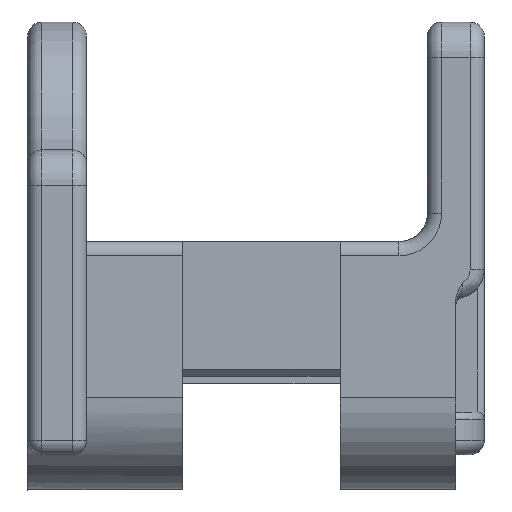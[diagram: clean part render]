
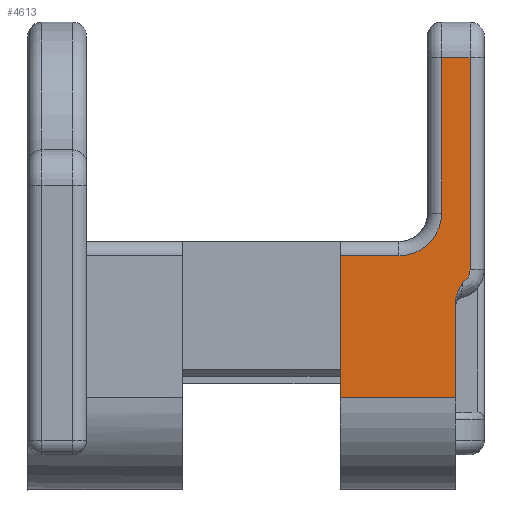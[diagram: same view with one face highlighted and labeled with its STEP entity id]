
A CAD part, front view. The second image highlights one B-rep face of the part: STEP entity #4613.
In plain terms, the highlighted planar face has unit normal (0, -1, 0).
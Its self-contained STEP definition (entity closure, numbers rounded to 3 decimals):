
#90=B_SPLINE_CURVE_WITH_KNOTS('',3,(#7336,#7337,#7338,#7339,#7340,#7341,
#7342,#7343,#7344,#7345),.UNSPECIFIED.,.F.,.F.,(4,2,2,2,4),(-0.001,
0.,0.055,0.096,0.129),
 .UNSPECIFIED.);
#348=CIRCLE('',#4915,1.);
#384=CIRCLE('',#4978,3.);
#574=FACE_OUTER_BOUND('',#852,.T.);
#852=EDGE_LOOP('',(#3403,#3404,#3405,#3406,#3407,#3408,#3409,#3410,#3411,
#3412));
#1086=LINE('',#6751,#1488);
#1169=LINE('',#7241,#1571);
#1186=LINE('',#7474,#1588);
#1225=LINE('',#7645,#1627);
#1226=LINE('',#7648,#1628);
#1227=LINE('',#7651,#1629);
#1228=LINE('',#7652,#1630);
#1488=VECTOR('',#5355,10.);
#1571=VECTOR('',#5560,10.);
#1588=VECTOR('',#5647,10.);
#1627=VECTOR('',#5762,10.);
#1628=VECTOR('',#5765,10.);
#1629=VECTOR('',#5768,10.);
#1630=VECTOR('',#5769,10.);
#1883=VERTEX_POINT('',#6735);
#1890=VERTEX_POINT('',#6749);
#2008=VERTEX_POINT('',#7234);
#2009=VERTEX_POINT('',#7240);
#2021=VERTEX_POINT('',#7335);
#2023=VERTEX_POINT('',#7367);
#2037=VERTEX_POINT('',#7467);
#2084=VERTEX_POINT('',#7643);
#2085=VERTEX_POINT('',#7647);
#2086=VERTEX_POINT('',#7649);
#2337=EDGE_CURVE('',#1890,#1883,#1086,.T.);
#2475=EDGE_CURVE('',#2009,#2008,#1169,.T.);
#2491=EDGE_CURVE('',#2021,#2008,#90,.T.);
#2495=EDGE_CURVE('',#2023,#2021,#348,.T.);
#2522=EDGE_CURVE('',#2037,#2023,#1186,.T.);
#2586=EDGE_CURVE('',#2084,#2037,#1225,.T.);
#2587=EDGE_CURVE('',#2085,#2084,#1226,.T.);
#2588=EDGE_CURVE('',#2086,#2085,#384,.T.);
#2589=EDGE_CURVE('',#1883,#2086,#1227,.T.);
#2590=EDGE_CURVE('',#2009,#1890,#1228,.T.);
#3403=ORIENTED_EDGE('',*,*,#2522,.F.);
#3404=ORIENTED_EDGE('',*,*,#2586,.F.);
#3405=ORIENTED_EDGE('',*,*,#2587,.F.);
#3406=ORIENTED_EDGE('',*,*,#2588,.F.);
#3407=ORIENTED_EDGE('',*,*,#2589,.F.);
#3408=ORIENTED_EDGE('',*,*,#2337,.F.);
#3409=ORIENTED_EDGE('',*,*,#2590,.F.);
#3410=ORIENTED_EDGE('',*,*,#2475,.T.);
#3411=ORIENTED_EDGE('',*,*,#2491,.F.);
#3412=ORIENTED_EDGE('',*,*,#2495,.F.);
#4468=PLANE('',#4977);
#4613=ADVANCED_FACE('',(#574),#4468,.T.);
#4915=AXIS2_PLACEMENT_3D('',#7369,#5590,#5591);
#4977=AXIS2_PLACEMENT_3D('',#7646,#5763,#5764);
#4978=AXIS2_PLACEMENT_3D('',#7650,#5766,#5767);
#5355=DIRECTION('',(0.,0.,1.));
#5560=DIRECTION('',(0.,0.,1.));
#5590=DIRECTION('center_axis',(0.,1.,0.));
#5591=DIRECTION('ref_axis',(0.707,0.,-0.707));
#5647=DIRECTION('',(0.,0.,-1.));
#5762=DIRECTION('',(1.,0.,0.));
#5763=DIRECTION('center_axis',(0.,-1.,0.));
#5764=DIRECTION('ref_axis',(0.,0.,1.));
#5765=DIRECTION('',(0.,0.,1.));
#5766=DIRECTION('center_axis',(0.,-1.,0.));
#5767=DIRECTION('ref_axis',(0.707,0.,-0.707));
#5768=DIRECTION('',(1.,0.,0.));
#5769=DIRECTION('',(-1.,0.,0.));
#6735=CARTESIAN_POINT('',(13.936,223.288,63.609));
#6749=CARTESIAN_POINT('',(13.936,223.288,53.602));
#6751=CARTESIAN_POINT('',(13.936,223.288,54.333));
#7234=CARTESIAN_POINT('',(22.07,223.288,60.551));
#7240=CARTESIAN_POINT('',(22.07,223.288,53.602));
#7241=CARTESIAN_POINT('',(22.07,223.288,58.106));
#7335=CARTESIAN_POINT('',(22.57,223.288,61.743));
#7336=CARTESIAN_POINT('Ctrl Pts',(22.57,223.288,61.743));
#7337=CARTESIAN_POINT('Ctrl Pts',(22.568,223.288,61.74));
#7338=CARTESIAN_POINT('Ctrl Pts',(22.567,223.288,61.738));
#7339=CARTESIAN_POINT('Ctrl Pts',(22.472,223.288,61.575));
#7340=CARTESIAN_POINT('Ctrl Pts',(22.371,223.288,61.418));
#7341=CARTESIAN_POINT('Ctrl Pts',(22.219,223.288,61.136));
#7342=CARTESIAN_POINT('Ctrl Pts',(22.163,223.288,61.013));
#7343=CARTESIAN_POINT('Ctrl Pts',(22.09,223.288,60.776));
#7344=CARTESIAN_POINT('Ctrl Pts',(22.07,223.288,60.664));
#7345=CARTESIAN_POINT('Ctrl Pts',(22.07,223.288,60.551));
#7367=CARTESIAN_POINT('',(23.07,223.288,62.609));
#7369=CARTESIAN_POINT('Origin',(22.07,223.288,62.609));
#7467=CARTESIAN_POINT('',(23.07,223.288,77.564));
#7474=CARTESIAN_POINT('',(23.07,223.288,58.333));
#7643=CARTESIAN_POINT('',(21.07,223.288,77.564));
#7645=CARTESIAN_POINT('',(19.07,223.288,77.564));
#7646=CARTESIAN_POINT('Origin',(19.07,223.288,53.602));
#7647=CARTESIAN_POINT('',(21.07,223.288,66.609));
#7648=CARTESIAN_POINT('',(21.07,223.288,59.333));
#7649=CARTESIAN_POINT('',(18.07,223.288,63.609));
#7650=CARTESIAN_POINT('Origin',(18.07,223.288,66.609));
#7651=CARTESIAN_POINT('',(19.07,223.288,63.609));
#7652=CARTESIAN_POINT('',(14.57,223.288,53.602));
